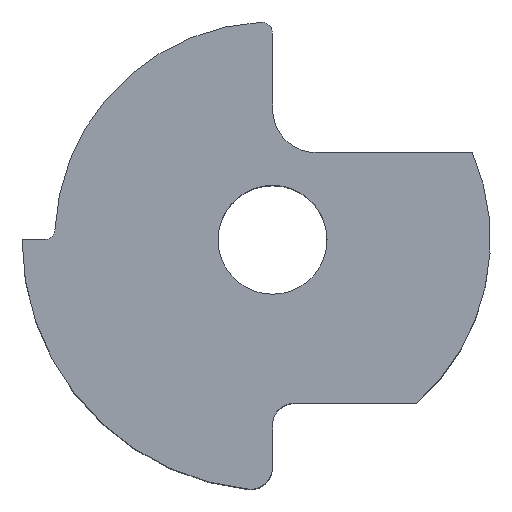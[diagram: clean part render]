
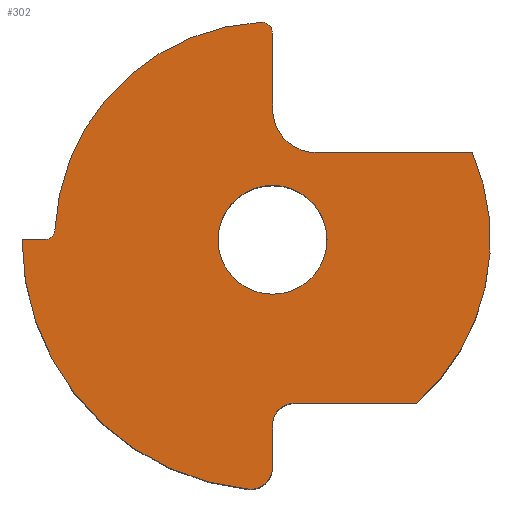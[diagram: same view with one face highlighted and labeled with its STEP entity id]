
A CAD part, top view. The second image highlights one B-rep face of the part: STEP entity #302.
In plain terms, the highlighted planar face has unit normal (0, 0, 1).
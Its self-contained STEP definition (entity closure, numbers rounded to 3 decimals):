
#16=FACE_BOUND('',#57,.T.);
#23=PLANE('',#359);
#39=FACE_OUTER_BOUND('',#56,.T.);
#56=EDGE_LOOP('',(#264,#265,#266,#267,#268,#269,#270,#271,#272,#273,#274,
#275,#276));
#57=EDGE_LOOP('',(#277));
#62=LINE('',#469,#86);
#69=LINE('',#502,#93);
#74=LINE('',#513,#98);
#77=LINE('',#524,#101);
#80=LINE('',#532,#104);
#86=VECTOR('',#374,10.);
#93=VECTOR('',#405,10.);
#98=VECTOR('',#416,10.);
#101=VECTOR('',#429,10.);
#104=VECTOR('',#438,10.);
#106=CIRCLE('',#327,1.);
#116=CIRCLE('',#340,0.5);
#117=CIRCLE('',#343,0.5);
#118=CIRCLE('',#346,2.5);
#119=CIRCLE('',#348,2.);
#120=CIRCLE('',#351,10.);
#121=CIRCLE('',#354,1.);
#122=CIRCLE('',#356,11.5);
#123=CIRCLE('',#358,10.);
#124=VERTEX_POINT('',#456);
#125=VERTEX_POINT('',#457);
#129=VERTEX_POINT('',#467);
#141=VERTEX_POINT('',#495);
#142=VERTEX_POINT('',#496);
#143=VERTEX_POINT('',#501);
#144=VERTEX_POINT('',#505);
#145=VERTEX_POINT('',#507);
#146=VERTEX_POINT('',#511);
#147=VERTEX_POINT('',#515);
#148=VERTEX_POINT('',#519);
#149=VERTEX_POINT('',#523);
#150=VERTEX_POINT('',#527);
#151=VERTEX_POINT('',#531);
#152=EDGE_CURVE('',#124,#125,#106,.T.);
#158=EDGE_CURVE('',#124,#129,#62,.T.);
#171=EDGE_CURVE('',#141,#142,#116,.T.);
#174=EDGE_CURVE('',#143,#142,#69,.T.);
#177=EDGE_CURVE('',#144,#145,#117,.T.);
#180=EDGE_CURVE('',#144,#146,#74,.T.);
#181=EDGE_CURVE('',#147,#147,#118,.T.);
#183=EDGE_CURVE('',#148,#143,#119,.T.);
#185=EDGE_CURVE('',#149,#148,#77,.T.);
#187=EDGE_CURVE('',#150,#149,#120,.T.);
#189=EDGE_CURVE('',#151,#150,#80,.T.);
#191=EDGE_CURVE('',#129,#151,#121,.T.);
#192=EDGE_CURVE('',#146,#125,#122,.T.);
#193=EDGE_CURVE('',#141,#145,#123,.T.);
#264=ORIENTED_EDGE('',*,*,#152,.F.);
#265=ORIENTED_EDGE('',*,*,#158,.T.);
#266=ORIENTED_EDGE('',*,*,#191,.T.);
#267=ORIENTED_EDGE('',*,*,#189,.T.);
#268=ORIENTED_EDGE('',*,*,#187,.T.);
#269=ORIENTED_EDGE('',*,*,#185,.T.);
#270=ORIENTED_EDGE('',*,*,#183,.T.);
#271=ORIENTED_EDGE('',*,*,#174,.T.);
#272=ORIENTED_EDGE('',*,*,#171,.F.);
#273=ORIENTED_EDGE('',*,*,#193,.T.);
#274=ORIENTED_EDGE('',*,*,#177,.F.);
#275=ORIENTED_EDGE('',*,*,#180,.T.);
#276=ORIENTED_EDGE('',*,*,#192,.T.);
#277=ORIENTED_EDGE('',*,*,#181,.T.);
#302=ADVANCED_FACE('',(#39,#16),#23,.T.);
#327=AXIS2_PLACEMENT_3D('',#458,#364,#365);
#340=AXIS2_PLACEMENT_3D('',#497,#399,#400);
#343=AXIS2_PLACEMENT_3D('',#508,#410,#411);
#346=AXIS2_PLACEMENT_3D('',#516,#419,#420);
#348=AXIS2_PLACEMENT_3D('',#520,#424,#425);
#351=AXIS2_PLACEMENT_3D('',#528,#433,#434);
#354=AXIS2_PLACEMENT_3D('',#535,#442,#443);
#356=AXIS2_PLACEMENT_3D('',#537,#446,#447);
#358=AXIS2_PLACEMENT_3D('',#539,#450,#451);
#359=AXIS2_PLACEMENT_3D('',#540,#452,#453);
#364=DIRECTION('center_axis',(0.,0.,-1.));
#365=DIRECTION('ref_axis',(0.673,-0.74,0.));
#374=DIRECTION('',(0.,1.,0.));
#399=DIRECTION('center_axis',(0.,0.,-1.));
#400=DIRECTION('ref_axis',(0.688,0.725,0.));
#405=DIRECTION('',(0.,1.,0.));
#410=DIRECTION('center_axis',(0.,0.,1.));
#411=DIRECTION('ref_axis',(0.69,-0.724,0.));
#416=DIRECTION('',(-1.,0.,0.));
#419=DIRECTION('center_axis',(0.,0.,-1.));
#420=DIRECTION('ref_axis',(-1.,0.,0.));
#424=DIRECTION('center_axis',(0.,0.,-1.));
#425=DIRECTION('ref_axis',(1.,0.,0.));
#429=DIRECTION('',(-1.,0.,0.));
#433=DIRECTION('center_axis',(0.,0.,1.));
#434=DIRECTION('ref_axis',(1.,0.,0.));
#438=DIRECTION('',(1.,0.,0.));
#442=DIRECTION('center_axis',(0.,0.,-1.));
#443=DIRECTION('ref_axis',(0.,-1.,0.));
#446=DIRECTION('center_axis',(0.,0.,1.));
#447=DIRECTION('ref_axis',(1.,0.,0.));
#450=DIRECTION('center_axis',(0.,0.,1.));
#451=DIRECTION('ref_axis',(1.,0.,0.));
#452=DIRECTION('center_axis',(0.,0.,1.));
#453=DIRECTION('ref_axis',(1.,0.,0.));
#456=CARTESIAN_POINT('',(0.,-10.452,14.75));
#457=CARTESIAN_POINT('',(-1.095,-11.448,14.75));
#458=CARTESIAN_POINT('Origin',(-1.,-10.452,14.75));
#467=CARTESIAN_POINT('',(0.,-8.5,14.75));
#469=CARTESIAN_POINT('',(0.,-10.,14.75));
#495=CARTESIAN_POINT('',(-0.526,9.986,14.75));
#496=CARTESIAN_POINT('',(0.,9.487,14.75));
#497=CARTESIAN_POINT('Origin',(-0.5,9.487,14.75));
#501=CARTESIAN_POINT('',(0.,6.,14.75));
#502=CARTESIAN_POINT('',(0.,6.,14.75));
#505=CARTESIAN_POINT('',(-10.488,0.,14.75));
#507=CARTESIAN_POINT('',(-9.989,0.476,14.75));
#508=CARTESIAN_POINT('Origin',(-10.488,0.5,14.75));
#511=CARTESIAN_POINT('',(-11.5,0.,14.75));
#513=CARTESIAN_POINT('',(-10.,0.,14.75));
#515=CARTESIAN_POINT('',(2.5,0.,14.75));
#516=CARTESIAN_POINT('Origin',(0.,0.,14.75));
#519=CARTESIAN_POINT('',(2.,4.,14.75));
#520=CARTESIAN_POINT('Origin',(2.,6.,14.75));
#523=CARTESIAN_POINT('',(9.165,4.,14.75));
#524=CARTESIAN_POINT('',(9.165,4.,14.75));
#527=CARTESIAN_POINT('',(6.614,-7.5,14.75));
#528=CARTESIAN_POINT('Origin',(0.,0.,14.75));
#531=CARTESIAN_POINT('',(1.,-7.5,14.75));
#532=CARTESIAN_POINT('',(1.,-7.5,14.75));
#535=CARTESIAN_POINT('Origin',(1.,-8.5,14.75));
#537=CARTESIAN_POINT('Origin',(0.,0.,14.75));
#539=CARTESIAN_POINT('Origin',(0.,0.,14.75));
#540=CARTESIAN_POINT('Origin',(0.,0.,14.75));
